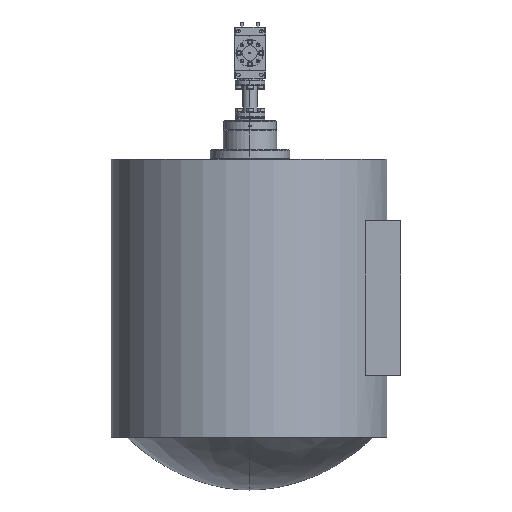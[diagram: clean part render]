
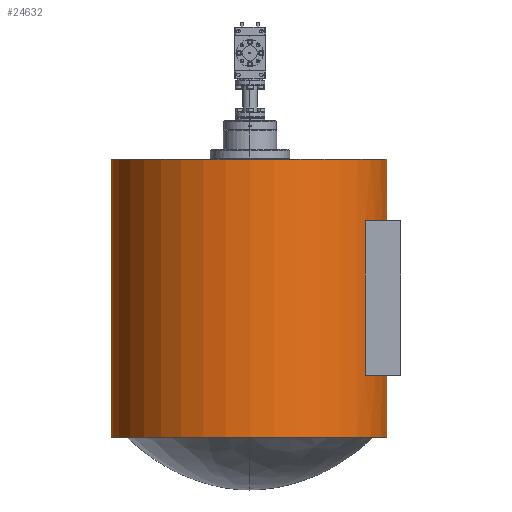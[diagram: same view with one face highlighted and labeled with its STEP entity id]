
A CAD part, left-side view. The second image highlights one B-rep face of the part: STEP entity #24632.
In plain terms, the highlighted cylindrical face has radius 88.9 mm (diameter 177.8 mm), a partial arc.
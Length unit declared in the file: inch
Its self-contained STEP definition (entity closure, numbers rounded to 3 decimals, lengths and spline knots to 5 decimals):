
#340 = ORIENTED_EDGE ( 'NONE', *, *, #62149, .T. ) ;
#2816 = LINE ( 'NONE', #56533, #70404 ) ;
#2893 = ORIENTED_EDGE ( 'NONE', *, *, #54783, .F. ) ;
#3046 = CIRCLE ( 'NONE', #21076, 3.5 ) ;
#7613 = LINE ( 'NONE', #37537, #29738 ) ;
#7777 = CARTESIAN_POINT ( 'NONE',  ( -1.95, -2.90646, 5.45 ) ) ;
#11336 = VERTEX_POINT ( 'NONE', #24533 ) ;
#11566 = VERTEX_POINT ( 'NONE', #56799 ) ;
#12989 = CARTESIAN_POINT ( 'NONE',  ( -1.95, -2.90646, 1.55 ) ) ;
#12993 = CYLINDRICAL_SURFACE ( 'NONE', #29435, 3.5 ) ;
#16287 = CARTESIAN_POINT ( 'NONE',  ( -0.58949, -3.45, 1.55 ) ) ;
#17119 = DIRECTION ( 'NONE',  ( 0., 0., 1. ) ) ;
#17157 = DIRECTION ( 'NONE',  ( 0., -1., 0. ) ) ;
#18298 = VERTEX_POINT ( 'NONE', #60224 ) ;
#18892 = VERTEX_POINT ( 'NONE', #16287 ) ;
#18906 = CARTESIAN_POINT ( 'NONE',  ( -0.58949, -3.45, 5.45 ) ) ;
#19826 = FACE_OUTER_BOUND ( 'NONE', #24173, .T. ) ;
#21076 = AXIS2_PLACEMENT_3D ( 'NONE', #60745, #48639, #17157 ) ;
#21666 = DIRECTION ( 'NONE',  ( 0., 0., 1. ) ) ;
#22110 = CARTESIAN_POINT ( 'NONE',  ( 0., 0., 5.45 ) ) ;
#24173 = EDGE_LOOP ( 'NONE', ( #79337, #50995, #42250, #340, #2893, #62008, #40629, #53495 ) ) ;
#24533 = CARTESIAN_POINT ( 'NONE',  ( -0.58949, -3.45, 7. ) ) ;
#24632 = ADVANCED_FACE ( 'NONE', ( #19826 ), #12993, .T. ) ;
#25619 = EDGE_CURVE ( 'NONE', #73827, #11566, #36068, .T. ) ;
#28044 = VERTEX_POINT ( 'NONE', #7777 ) ;
#28146 = DIRECTION ( 'NONE',  ( 0., 0., 1. ) ) ;
#29119 = DIRECTION ( 'NONE',  ( 0., 0., 1. ) ) ;
#29435 = AXIS2_PLACEMENT_3D ( 'NONE', #44466, #69091, #32354 ) ;
#29738 = VECTOR ( 'NONE', #68988, 39.37008 ) ;
#30374 = CIRCLE ( 'NONE', #75493, 3.5 ) ;
#31530 = VECTOR ( 'NONE', #29119, 39.37008 ) ;
#31596 = CARTESIAN_POINT ( 'NONE',  ( 0., 3.5, 7. ) ) ;
#31899 = DIRECTION ( 'NONE',  ( 0., 0., 1. ) ) ;
#32354 = DIRECTION ( 'NONE',  ( 0., 1., 0. ) ) ;
#35015 = CARTESIAN_POINT ( 'NONE',  ( 0., 0., 7. ) ) ;
#35047 = VERTEX_POINT ( 'NONE', #12989 ) ;
#35564 = AXIS2_PLACEMENT_3D ( 'NONE', #65988, #17119, #54261 ) ;
#36068 = LINE ( 'NONE', #31596, #43717 ) ;
#37537 = CARTESIAN_POINT ( 'NONE',  ( -0.58949, -3.45, 7. ) ) ;
#38079 = EDGE_CURVE ( 'NONE', #28044, #60810, #52726, .T. ) ;
#39403 = CIRCLE ( 'NONE', #35564, 3.5 ) ;
#40629 = ORIENTED_EDGE ( 'NONE', *, *, #38079, .T. ) ;
#42250 = ORIENTED_EDGE ( 'NONE', *, *, #69900, .T. ) ;
#43717 = VECTOR ( 'NONE', #48998, 39.37008 ) ;
#44466 = CARTESIAN_POINT ( 'NONE',  ( 0., 0., 7. ) ) ;
#46500 = CARTESIAN_POINT ( 'NONE',  ( -0.58949, -3.45, 7. ) ) ;
#46733 = DIRECTION ( 'NONE',  ( -1., 0., 0. ) ) ;
#47109 = DIRECTION ( 'NONE',  ( 0., -1., 0. ) ) ;
#48639 = DIRECTION ( 'NONE',  ( 0., 0., 1. ) ) ;
#48998 = DIRECTION ( 'NONE',  ( 0., 0., -1. ) ) ;
#50995 = ORIENTED_EDGE ( 'NONE', *, *, #25619, .T. ) ;
#52726 = CIRCLE ( 'NONE', #63022, 3.5 ) ;
#53144 = EDGE_CURVE ( 'NONE', #60810, #11336, #65057, .T. ) ;
#53495 = ORIENTED_EDGE ( 'NONE', *, *, #53144, .T. ) ;
#54261 = DIRECTION ( 'NONE',  ( -1., 0., 0. ) ) ;
#54783 = EDGE_CURVE ( 'NONE', #35047, #18892, #39403, .T. ) ;
#56533 = CARTESIAN_POINT ( 'NONE',  ( -1.95, -2.90646, 1.55 ) ) ;
#56799 = CARTESIAN_POINT ( 'NONE',  ( 0., 3.5, 0. ) ) ;
#60224 = CARTESIAN_POINT ( 'NONE',  ( -0.58949, -3.45, 0. ) ) ;
#60745 = CARTESIAN_POINT ( 'NONE',  ( 0., 0., 0. ) ) ;
#60810 = VERTEX_POINT ( 'NONE', #18906 ) ;
#62008 = ORIENTED_EDGE ( 'NONE', *, *, #74904, .T. ) ;
#62149 = EDGE_CURVE ( 'NONE', #18298, #18892, #7613, .T. ) ;
#63022 = AXIS2_PLACEMENT_3D ( 'NONE', #22110, #28146, #46733 ) ;
#65057 = LINE ( 'NONE', #46500, #31530 ) ;
#65988 = CARTESIAN_POINT ( 'NONE',  ( 0., 0., 1.55 ) ) ;
#68988 = DIRECTION ( 'NONE',  ( 0., 0., 1. ) ) ;
#69091 = DIRECTION ( 'NONE',  ( 0., 0., -1. ) ) ;
#69900 = EDGE_CURVE ( 'NONE', #11566, #18298, #3046, .T. ) ;
#70404 = VECTOR ( 'NONE', #31899, 39.37008 ) ;
#73676 = EDGE_CURVE ( 'NONE', #73827, #11336, #30374, .T. ) ;
#73827 = VERTEX_POINT ( 'NONE', #78462 ) ;
#74904 = EDGE_CURVE ( 'NONE', #35047, #28044, #2816, .T. ) ;
#75493 = AXIS2_PLACEMENT_3D ( 'NONE', #35015, #21666, #47109 ) ;
#78462 = CARTESIAN_POINT ( 'NONE',  ( 0., 3.5, 7. ) ) ;
#79337 = ORIENTED_EDGE ( 'NONE', *, *, #73676, .F. ) ;
